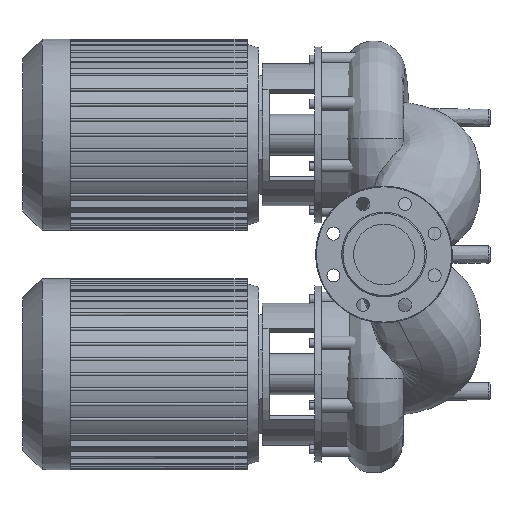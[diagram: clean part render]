
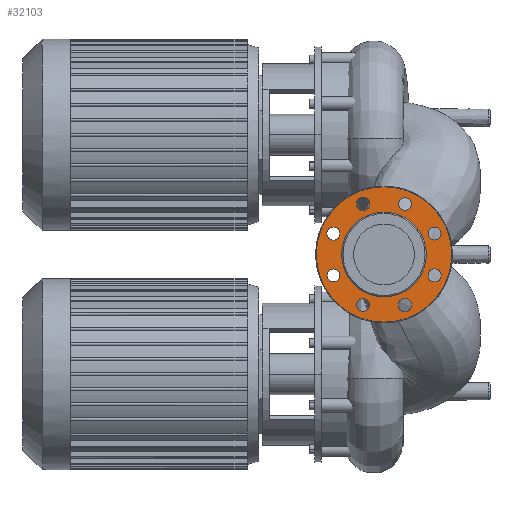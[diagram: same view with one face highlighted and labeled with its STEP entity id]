
A CAD part, left-side view. The second image highlights one B-rep face of the part: STEP entity #32103.
In plain terms, the highlighted free-form (B-spline) face has degree [1, 1] with [2, 2] control points.
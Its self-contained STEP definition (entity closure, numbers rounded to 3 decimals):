
#31034=CARTESIAN_POINT('',(2.,0.,-99.));
#31035=VERTEX_POINT('',#31034);
#31051=CARTESIAN_POINT('',(2.,0.,99.));
#31052=VERTEX_POINT('',#31051);
#31060=CARTESIAN_POINT('',(2.,-99.,0.0));
#31061=VERTEX_POINT('',#31060);
#31062=CARTESIAN_POINT('',(2.,0.,0.0));
#31063=DIRECTION('',(-1.0,0.0,0.0));
#31064=DIRECTION('',(0.0,-1.0,0.0));
#31065=AXIS2_PLACEMENT_3D('',#31062,#31063,#31064);
#31066=CIRCLE('',#31065,99.);
#31067=EDGE_CURVE('',#31061,#31052,#31066,.T.);
#31069=CARTESIAN_POINT('',(2.,0.,0.0));
#31070=DIRECTION('',(-1.0,0.0,0.0));
#31071=DIRECTION('',(0.0,-1.0,0.0));
#31072=AXIS2_PLACEMENT_3D('',#31069,#31070,#31071);
#31073=CIRCLE('',#31072,99.);
#31074=EDGE_CURVE('',#31035,#31061,#31073,.T.);
#31105=CARTESIAN_POINT('',(2.,-62.,0.0));
#31106=VERTEX_POINT('',#31105);
#31115=CARTESIAN_POINT('',(2.,62.,0.));
#31116=VERTEX_POINT('',#31115);
#31117=CARTESIAN_POINT('',(2.,0.,0.0));
#31118=DIRECTION('',(-1.0,0.0,0.0));
#31119=DIRECTION('',(0.0,-1.0,0.0));
#31120=AXIS2_PLACEMENT_3D('',#31117,#31118,#31119);
#31121=CIRCLE('',#31120,62.);
#31122=EDGE_CURVE('',#31106,#31116,#31121,.T.);
#31168=CARTESIAN_POINT('',(2.,-73.91,21.115));
#31169=VERTEX_POINT('',#31168);
#31178=CARTESIAN_POINT('',(2.,-73.91,40.115));
#31179=VERTEX_POINT('',#31178);
#31180=CARTESIAN_POINT('',(2.,-73.91,30.615));
#31181=DIRECTION('',(-1.0,0.0,0.0));
#31182=DIRECTION('',(0.0,0.0,-1.0));
#31183=AXIS2_PLACEMENT_3D('',#31180,#31181,#31182);
#31184=CIRCLE('',#31183,9.5);
#31185=EDGE_CURVE('',#31169,#31179,#31184,.T.);
#31231=CARTESIAN_POINT('',(2.,-37.332,67.193));
#31232=VERTEX_POINT('',#31231);
#31241=CARTESIAN_POINT('',(2.,-23.897,80.628));
#31242=VERTEX_POINT('',#31241);
#31243=CARTESIAN_POINT('',(2.,-30.615,73.91));
#31244=DIRECTION('',(-1.,0.,0.));
#31245=DIRECTION('',(0.,-0.707,-0.707));
#31246=AXIS2_PLACEMENT_3D('',#31243,#31244,#31245);
#31247=CIRCLE('',#31246,9.5);
#31248=EDGE_CURVE('',#31232,#31242,#31247,.T.);
#31294=CARTESIAN_POINT('',(2.,21.115,73.91));
#31295=VERTEX_POINT('',#31294);
#31304=CARTESIAN_POINT('',(2.,40.115,73.91));
#31305=VERTEX_POINT('',#31304);
#31306=CARTESIAN_POINT('',(2.,30.615,73.91));
#31307=DIRECTION('',(-1.0,0.0,0.0));
#31308=DIRECTION('',(0.0,-1.0,0.0));
#31309=AXIS2_PLACEMENT_3D('',#31306,#31307,#31308);
#31310=CIRCLE('',#31309,9.5);
#31311=EDGE_CURVE('',#31295,#31305,#31310,.T.);
#31357=CARTESIAN_POINT('',(2.,67.193,37.332));
#31358=VERTEX_POINT('',#31357);
#31367=CARTESIAN_POINT('',(2.,80.628,23.897));
#31368=VERTEX_POINT('',#31367);
#31369=CARTESIAN_POINT('',(2.,73.91,30.615));
#31370=DIRECTION('',(-1.,0.,0.));
#31371=DIRECTION('',(0.,-0.707,0.707));
#31372=AXIS2_PLACEMENT_3D('',#31369,#31370,#31371);
#31373=CIRCLE('',#31372,9.5);
#31374=EDGE_CURVE('',#31358,#31368,#31373,.T.);
#31420=CARTESIAN_POINT('',(2.,73.91,-21.115));
#31421=VERTEX_POINT('',#31420);
#31430=CARTESIAN_POINT('',(2.,73.91,-40.115));
#31431=VERTEX_POINT('',#31430);
#31432=CARTESIAN_POINT('',(2.,73.91,-30.615));
#31433=DIRECTION('',(-1.0,0.0,0.0));
#31434=DIRECTION('',(0.0,0.0,1.0));
#31435=AXIS2_PLACEMENT_3D('',#31432,#31433,#31434);
#31436=CIRCLE('',#31435,9.5);
#31437=EDGE_CURVE('',#31421,#31431,#31436,.T.);
#31483=CARTESIAN_POINT('',(2.,37.332,-67.193));
#31484=VERTEX_POINT('',#31483);
#31493=CARTESIAN_POINT('',(2.,23.897,-80.628));
#31494=VERTEX_POINT('',#31493);
#31495=CARTESIAN_POINT('',(2.,30.615,-73.91));
#31496=DIRECTION('',(-1.0,0.,0.));
#31497=DIRECTION('',(0.,0.707,0.707));
#31498=AXIS2_PLACEMENT_3D('',#31495,#31496,#31497);
#31499=CIRCLE('',#31498,9.5);
#31500=EDGE_CURVE('',#31484,#31494,#31499,.T.);
#31546=CARTESIAN_POINT('',(2.,-21.115,-73.91));
#31547=VERTEX_POINT('',#31546);
#31556=CARTESIAN_POINT('',(2.,-40.115,-73.91));
#31557=VERTEX_POINT('',#31556);
#31558=CARTESIAN_POINT('',(2.,-30.615,-73.91));
#31559=DIRECTION('',(-1.0,0.0,0.0));
#31560=DIRECTION('',(0.0,1.0,0.0));
#31561=AXIS2_PLACEMENT_3D('',#31558,#31559,#31560);
#31562=CIRCLE('',#31561,9.5);
#31563=EDGE_CURVE('',#31547,#31557,#31562,.T.);
#31609=CARTESIAN_POINT('',(2.,-67.193,-37.332));
#31610=VERTEX_POINT('',#31609);
#31619=CARTESIAN_POINT('',(2.,-80.628,-23.897));
#31620=VERTEX_POINT('',#31619);
#31621=CARTESIAN_POINT('',(2.,-73.91,-30.615));
#31622=DIRECTION('',(-1.0,0.,0.));
#31623=DIRECTION('',(0.,0.707,-0.707));
#31624=AXIS2_PLACEMENT_3D('',#31621,#31622,#31623);
#31625=CIRCLE('',#31624,9.5);
#31626=EDGE_CURVE('',#31610,#31620,#31625,.T.);
#31681=CARTESIAN_POINT('',(2.,-73.91,-30.615));
#31682=DIRECTION('',(-1.0,0.,0.));
#31683=DIRECTION('',(0.,0.707,-0.707));
#31684=AXIS2_PLACEMENT_3D('',#31681,#31682,#31683);
#31685=CIRCLE('',#31684,9.5);
#31686=EDGE_CURVE('',#31620,#31610,#31685,.T.);
#31726=CARTESIAN_POINT('',(2.,-30.615,-73.91));
#31727=DIRECTION('',(-1.0,0.0,0.0));
#31728=DIRECTION('',(0.0,1.0,0.0));
#31729=AXIS2_PLACEMENT_3D('',#31726,#31727,#31728);
#31730=CIRCLE('',#31729,9.5);
#31731=EDGE_CURVE('',#31557,#31547,#31730,.T.);
#31771=CARTESIAN_POINT('',(2.,30.615,-73.91));
#31772=DIRECTION('',(-1.0,0.,0.));
#31773=DIRECTION('',(0.,0.707,0.707));
#31774=AXIS2_PLACEMENT_3D('',#31771,#31772,#31773);
#31775=CIRCLE('',#31774,9.5);
#31776=EDGE_CURVE('',#31494,#31484,#31775,.T.);
#31816=CARTESIAN_POINT('',(2.,73.91,-30.615));
#31817=DIRECTION('',(-1.0,0.0,0.0));
#31818=DIRECTION('',(0.0,0.0,1.0));
#31819=AXIS2_PLACEMENT_3D('',#31816,#31817,#31818);
#31820=CIRCLE('',#31819,9.5);
#31821=EDGE_CURVE('',#31431,#31421,#31820,.T.);
#31861=CARTESIAN_POINT('',(2.,73.91,30.615));
#31862=DIRECTION('',(-1.,0.,0.));
#31863=DIRECTION('',(0.,-0.707,0.707));
#31864=AXIS2_PLACEMENT_3D('',#31861,#31862,#31863);
#31865=CIRCLE('',#31864,9.5);
#31866=EDGE_CURVE('',#31368,#31358,#31865,.T.);
#31906=CARTESIAN_POINT('',(2.,30.615,73.91));
#31907=DIRECTION('',(-1.0,0.0,0.0));
#31908=DIRECTION('',(0.0,-1.0,0.0));
#31909=AXIS2_PLACEMENT_3D('',#31906,#31907,#31908);
#31910=CIRCLE('',#31909,9.5);
#31911=EDGE_CURVE('',#31305,#31295,#31910,.T.);
#31951=CARTESIAN_POINT('',(2.,-30.615,73.91));
#31952=DIRECTION('',(-1.,0.,0.));
#31953=DIRECTION('',(0.,-0.707,-0.707));
#31954=AXIS2_PLACEMENT_3D('',#31951,#31952,#31953);
#31955=CIRCLE('',#31954,9.5);
#31956=EDGE_CURVE('',#31242,#31232,#31955,.T.);
#31996=CARTESIAN_POINT('',(2.,-73.91,30.615));
#31997=DIRECTION('',(-1.0,0.0,0.0));
#31998=DIRECTION('',(0.0,0.0,-1.0));
#31999=AXIS2_PLACEMENT_3D('',#31996,#31997,#31998);
#32000=CIRCLE('',#31999,9.5);
#32001=EDGE_CURVE('',#31179,#31169,#32000,.T.);
#32041=CARTESIAN_POINT('',(2.,0.,0.0));
#32042=DIRECTION('',(-1.0,0.0,0.0));
#32043=DIRECTION('',(0.0,-1.0,0.0));
#32044=AXIS2_PLACEMENT_3D('',#32041,#32042,#32043);
#32045=CIRCLE('',#32044,62.);
#32046=EDGE_CURVE('',#31116,#31106,#32045,.T.);
#32051=CARTESIAN_POINT('',(2.,-99.,-99.));
#32052=CARTESIAN_POINT('',(2.,-99.,99.));
#32053=CARTESIAN_POINT('',(2.,99.,-99.));
#32054=CARTESIAN_POINT('',(2.,99.,99.));
#32055=B_SPLINE_SURFACE_WITH_KNOTS('',1,1,((#32051,#32053),(#32052,#32054)),.UNSPECIFIED.,.F.,.F.,.U.,(2,2),(2,2),(0.0,198.),(0.0,198.),.UNSPECIFIED.);
#32056=ORIENTED_EDGE('',*,*,#31067,.T.);
#32057=CARTESIAN_POINT('',(2.,0.,0.0));
#32058=DIRECTION('',(-1.0,0.0,0.0));
#32059=DIRECTION('',(0.0,-1.0,0.0));
#32060=AXIS2_PLACEMENT_3D('',#32057,#32058,#32059);
#32061=CIRCLE('',#32060,99.);
#32062=EDGE_CURVE('',#31052,#31035,#32061,.T.);
#32063=ORIENTED_EDGE('',*,*,#32062,.T.);
#32064=ORIENTED_EDGE('',*,*,#31074,.T.);
#32065=EDGE_LOOP('',(#32056,#32063,#32064));
#32066=FACE_OUTER_BOUND('',#32065,.T.);
#32067=ORIENTED_EDGE('',*,*,#31686,.F.);
#32068=ORIENTED_EDGE('',*,*,#31626,.F.);
#32069=EDGE_LOOP('',(#32067,#32068));
#32070=FACE_BOUND('',#32069,.T.);
#32071=ORIENTED_EDGE('',*,*,#31731,.F.);
#32072=ORIENTED_EDGE('',*,*,#31563,.F.);
#32073=EDGE_LOOP('',(#32071,#32072));
#32074=FACE_BOUND('',#32073,.T.);
#32075=ORIENTED_EDGE('',*,*,#31776,.F.);
#32076=ORIENTED_EDGE('',*,*,#31500,.F.);
#32077=EDGE_LOOP('',(#32075,#32076));
#32078=FACE_BOUND('',#32077,.T.);
#32079=ORIENTED_EDGE('',*,*,#31821,.F.);
#32080=ORIENTED_EDGE('',*,*,#31437,.F.);
#32081=EDGE_LOOP('',(#32079,#32080));
#32082=FACE_BOUND('',#32081,.T.);
#32083=ORIENTED_EDGE('',*,*,#31866,.F.);
#32084=ORIENTED_EDGE('',*,*,#31374,.F.);
#32085=EDGE_LOOP('',(#32083,#32084));
#32086=FACE_BOUND('',#32085,.T.);
#32087=ORIENTED_EDGE('',*,*,#31911,.F.);
#32088=ORIENTED_EDGE('',*,*,#31311,.F.);
#32089=EDGE_LOOP('',(#32087,#32088));
#32090=FACE_BOUND('',#32089,.T.);
#32091=ORIENTED_EDGE('',*,*,#31956,.F.);
#32092=ORIENTED_EDGE('',*,*,#31248,.F.);
#32093=EDGE_LOOP('',(#32091,#32092));
#32094=FACE_BOUND('',#32093,.T.);
#32095=ORIENTED_EDGE('',*,*,#32001,.F.);
#32096=ORIENTED_EDGE('',*,*,#31185,.F.);
#32097=EDGE_LOOP('',(#32095,#32096));
#32098=FACE_BOUND('',#32097,.T.);
#32099=ORIENTED_EDGE('',*,*,#31122,.F.);
#32100=ORIENTED_EDGE('',*,*,#32046,.F.);
#32101=EDGE_LOOP('',(#32099,#32100));
#32102=FACE_BOUND('',#32101,.T.);
#32103=ADVANCED_FACE('',(#32066,#32070,#32074,#32078,#32082,#32086,#32090,#32094,#32098,#32102),#32055,.T.);
